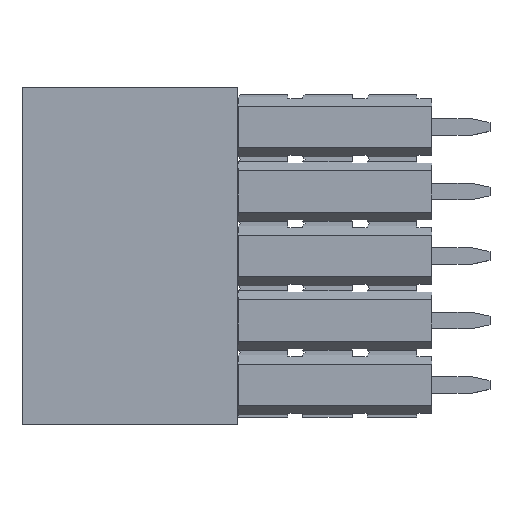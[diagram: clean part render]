
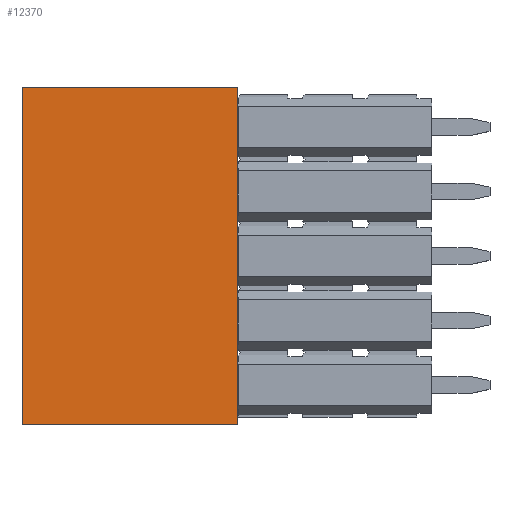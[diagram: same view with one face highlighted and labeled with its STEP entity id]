
A CAD part, top view. The second image highlights one B-rep face of the part: STEP entity #12370.
In plain terms, the highlighted planar face has unit normal (0, 0, 1).
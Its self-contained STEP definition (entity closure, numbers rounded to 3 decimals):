
#805=FACE_OUTER_BOUND('',#1442,.T.);
#1442=EDGE_LOOP('',(#10734,#10735,#10736,#10737));
#2968=LINE('',#19499,#4611);
#2969=LINE('',#19501,#4612);
#2970=LINE('',#19503,#4613);
#2971=LINE('',#19504,#4614);
#4611=VECTOR('',#15960,1.);
#4612=VECTOR('',#15961,1.);
#4613=VECTOR('',#15962,1.);
#4614=VECTOR('',#15963,1.);
#5875=VERTEX_POINT('',#19497);
#5876=VERTEX_POINT('',#19498);
#5877=VERTEX_POINT('',#19500);
#5878=VERTEX_POINT('',#19502);
#7548=EDGE_CURVE('',#5875,#5876,#2968,.T.);
#7549=EDGE_CURVE('',#5876,#5877,#2969,.T.);
#7550=EDGE_CURVE('',#5878,#5877,#2970,.T.);
#7551=EDGE_CURVE('',#5878,#5875,#2971,.T.);
#10734=ORIENTED_EDGE('',*,*,#7548,.T.);
#10735=ORIENTED_EDGE('',*,*,#7549,.T.);
#10736=ORIENTED_EDGE('',*,*,#7550,.F.);
#10737=ORIENTED_EDGE('',*,*,#7551,.T.);
#11763=PLANE('',#13150);
#12370=ADVANCED_FACE('',(#805),#11763,.T.);
#13150=AXIS2_PLACEMENT_3D('',#19496,#15958,#15959);
#15958=DIRECTION('center_axis',(0.,0.,1.));
#15959=DIRECTION('ref_axis',(-1.,0.,0.));
#15960=DIRECTION('',(0.,-1.,0.));
#15961=DIRECTION('',(1.,0.,0.));
#15962=DIRECTION('',(0.,-1.,0.));
#15963=DIRECTION('',(-1.,0.,0.));
#19496=CARTESIAN_POINT('Origin',(0.,13.2,-50.27));
#19497=CARTESIAN_POINT('',(-8.5,13.25,-50.27));
#19498=CARTESIAN_POINT('',(-8.5,-0.05,-50.27));
#19499=CARTESIAN_POINT('',(-8.5,13.2,-50.27));
#19500=CARTESIAN_POINT('',(0.,-0.05,-50.27));
#19501=CARTESIAN_POINT('',(0.,-0.05,-50.27));
#19502=CARTESIAN_POINT('',(0.,13.25,-50.27));
#19503=CARTESIAN_POINT('',(0.,13.2,-50.27));
#19504=CARTESIAN_POINT('',(0.,13.25,-50.27));
